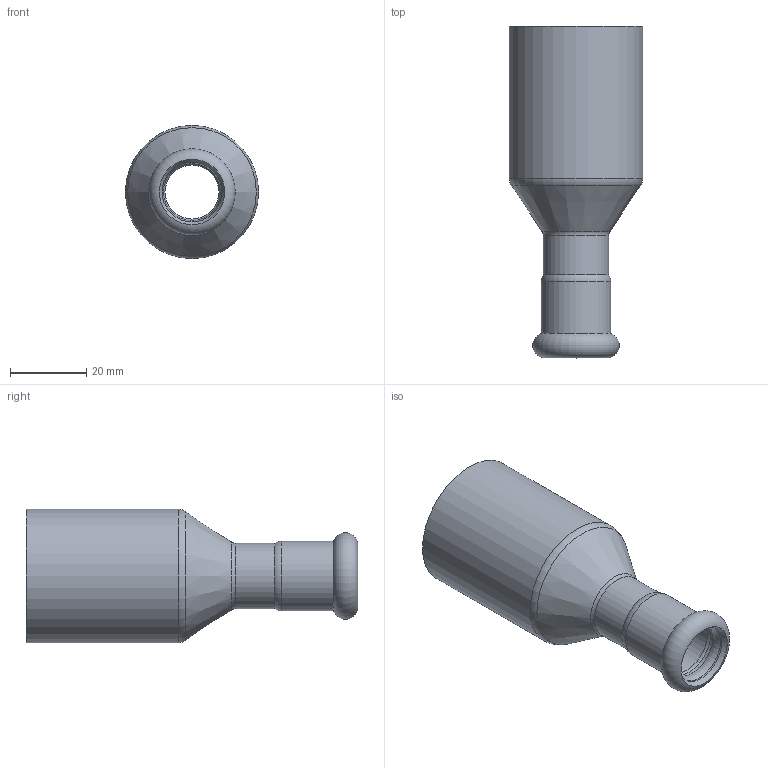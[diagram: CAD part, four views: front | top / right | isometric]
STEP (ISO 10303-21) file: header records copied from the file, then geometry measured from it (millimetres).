
FILE_DESCRIPTION(/* description */ ('Riduzione MF 35x15 Inoxpres'),/* implementation_level */ '2;1');
FILE_NAME(/* name */ '191035015_Inoxpres.stp',/* time_stamp */ '2022-10-12T10:46:53+02:00',/* author */ ('Vault'),/* organization */ ('Raccorderie metalliche s.p.a. '),/* preprocessor_version */ 'ST-DEVELOPER v18.1',/* originating_system */ 'Autodesk Inventor 2020',/* authorisation */ 'Raccorderie metalliche s.p.a. ');
FILE_SCHEMA (('AUTOMOTIVE_DESIGN { 1 0 10303 214 3 1 1 }'));
Length unit declared in the file: millimetre
Products named in the file (1): 191035015_Inoxpres
Bounding box: 35 x 87.2 x 35 mm (x, y, z)
Volume: 11442.3 mm3; surface area: 14861.6 mm2
Topology: 1 solids, 1 shells, 21 faces, 74 edges, 54 vertices
Faces by surface type: torus 9, cylinder 8, cone 3, plane 1
Full cylindrical faces by diameter (mm): 14.2 x1, 15.3 x1, 15.7 x2, 17.2 x1, 18.3 x1, 32 x1, 35 x1
Entity records: 908 total; most frequent: DIRECTION 181, CARTESIAN_POINT 150, ORIENTED_EDGE 148, AXIS2_PLACEMENT_3D 85, EDGE_CURVE 74, CIRCLE 63, VERTEX_POINT 54, EDGE_LOOP 22
